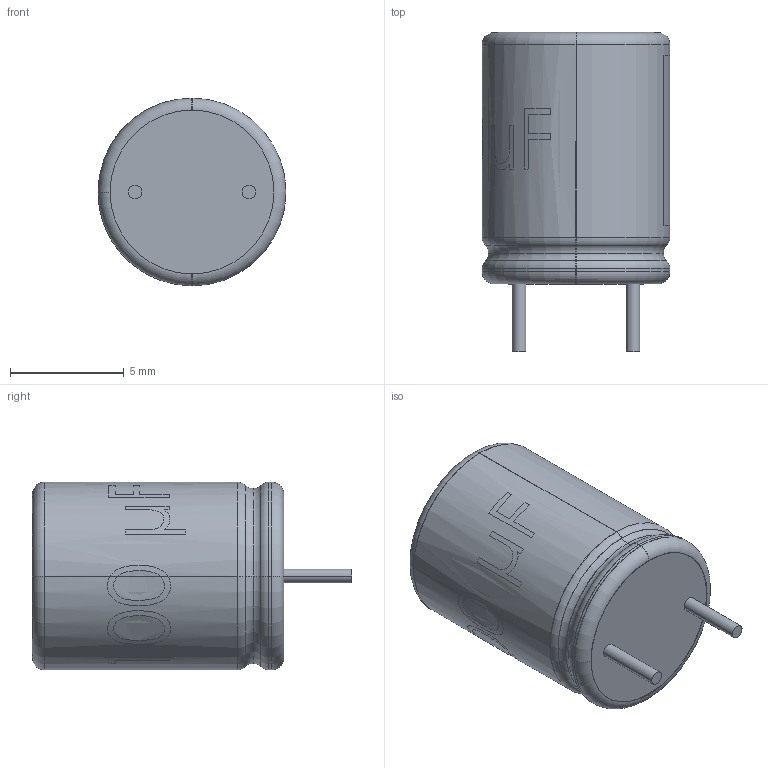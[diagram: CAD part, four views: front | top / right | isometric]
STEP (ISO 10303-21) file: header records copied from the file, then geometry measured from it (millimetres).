
FILE_DESCRIPTION (( 'STEP AP214' ), '1' );
FILE_NAME ('C+Ø8.2x11-5.STEP', '2018-08-28T11:17:15', ( '' ), ( '' ), 'SwSTEP 2.0', 'SolidWorks 2018', '' );
FILE_SCHEMA (( 'AUTOMOTIVE_DESIGN' ));
Length unit declared in the file: millimetre
Products named in the file (1): C+ﾘ8.2x11-5
Bounding box: 8.25 x 14.03 x 8.25 mm (x, y, z)
Surface area: 843.2 mm2 (no closed solid volume)
Topology: 0 solids, 4 shells, 67 faces, 202 edges, 153 vertices
Faces by surface type: torus 36, cylinder 27, plane 4
Entity records: 3707 total; most frequent: CARTESIAN_POINT 1096, DIRECTION 451, ORIENTED_EDGE 350, AXIS2_PLACEMENT_3D 204, EDGE_CURVE 202, VERTEX_POINT 153, CIRCLE 136, EDGE_LOOP 80
